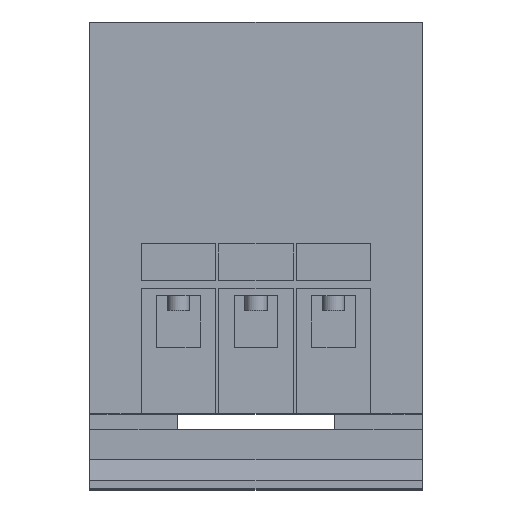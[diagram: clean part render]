
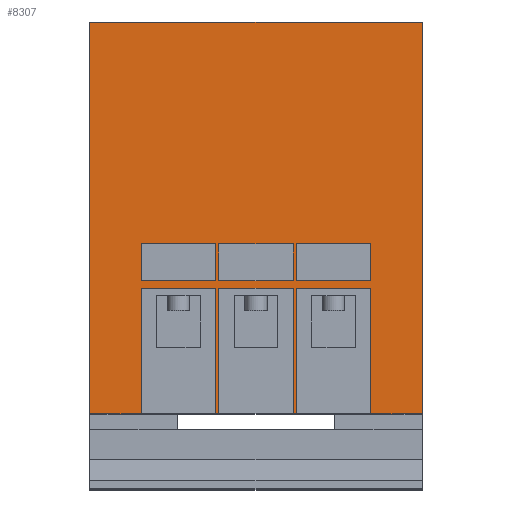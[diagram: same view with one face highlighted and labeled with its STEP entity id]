
A CAD part, top view. The second image highlights one B-rep face of the part: STEP entity #8307.
In plain terms, the highlighted face is planar.
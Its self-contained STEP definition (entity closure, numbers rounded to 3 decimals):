
#1586=ORIENTED_EDGE('',*,*,#3310,.F.);
#1587=ORIENTED_EDGE('',*,*,#3311,.T.);
#1588=ORIENTED_EDGE('',*,*,#3312,.F.);
#1589=ORIENTED_EDGE('',*,*,#3313,.F.);
#1590=ORIENTED_EDGE('',*,*,#3314,.F.);
#1591=ORIENTED_EDGE('',*,*,#3315,.T.);
#1592=ORIENTED_EDGE('',*,*,#3316,.F.);
#1593=ORIENTED_EDGE('',*,*,#3317,.F.);
#1594=ORIENTED_EDGE('',*,*,#3318,.F.);
#1595=ORIENTED_EDGE('',*,*,#3319,.T.);
#1596=ORIENTED_EDGE('',*,*,#3320,.F.);
#1597=ORIENTED_EDGE('',*,*,#3321,.F.);
#1598=ORIENTED_EDGE('',*,*,#3235,.T.);
#1599=ORIENTED_EDGE('',*,*,#3322,.T.);
#1600=ORIENTED_EDGE('',*,*,#3323,.T.);
#1601=ORIENTED_EDGE('',*,*,#3324,.F.);
#1602=ORIENTED_EDGE('',*,*,#3253,.T.);
#1603=ORIENTED_EDGE('',*,*,#3265,.T.);
#1604=ORIENTED_EDGE('',*,*,#3279,.F.);
#1605=ORIENTED_EDGE('',*,*,#3268,.F.);
#1606=ORIENTED_EDGE('',*,*,#3243,.T.);
#1607=ORIENTED_EDGE('',*,*,#3325,.T.);
#1608=ORIENTED_EDGE('',*,*,#3326,.T.);
#1609=ORIENTED_EDGE('',*,*,#3327,.F.);
#1610=ORIENTED_EDGE('',*,*,#3239,.T.);
#1611=ORIENTED_EDGE('',*,*,#3328,.T.);
#1612=ORIENTED_EDGE('',*,*,#3329,.T.);
#1613=ORIENTED_EDGE('',*,*,#3330,.F.);
#3235=EDGE_CURVE('',#4175,#4174,#4773,.T.);
#3239=EDGE_CURVE('',#4179,#4178,#4777,.T.);
#3243=EDGE_CURVE('',#4183,#4182,#4781,.T.);
#3253=EDGE_CURVE('',#4191,#4190,#4791,.T.);
#3265=EDGE_CURVE('',#4190,#4199,#4803,.T.);
#3268=EDGE_CURVE('',#4183,#4202,#4806,.T.);
#3279=EDGE_CURVE('',#4202,#4199,#4817,.T.);
#3310=EDGE_CURVE('',#4233,#4234,#4848,.T.);
#3311=EDGE_CURVE('',#4233,#4235,#4849,.T.);
#3312=EDGE_CURVE('',#4236,#4235,#4850,.T.);
#3313=EDGE_CURVE('',#4234,#4236,#4851,.T.);
#3314=EDGE_CURVE('',#4237,#4238,#4852,.T.);
#3315=EDGE_CURVE('',#4237,#4239,#4853,.T.);
#3316=EDGE_CURVE('',#4240,#4239,#4854,.T.);
#3317=EDGE_CURVE('',#4238,#4240,#4855,.T.);
#3318=EDGE_CURVE('',#4241,#4242,#4856,.T.);
#3319=EDGE_CURVE('',#4241,#4243,#4857,.T.);
#3320=EDGE_CURVE('',#4244,#4243,#4858,.T.);
#3321=EDGE_CURVE('',#4242,#4244,#4859,.T.);
#3322=EDGE_CURVE('',#4174,#4245,#4860,.T.);
#3323=EDGE_CURVE('',#4245,#4246,#4861,.T.);
#3324=EDGE_CURVE('',#4191,#4246,#4862,.T.);
#3325=EDGE_CURVE('',#4182,#4247,#4863,.T.);
#3326=EDGE_CURVE('',#4247,#4248,#4864,.T.);
#3327=EDGE_CURVE('',#4179,#4248,#4865,.T.);
#3328=EDGE_CURVE('',#4178,#4249,#4866,.T.);
#3329=EDGE_CURVE('',#4249,#4250,#4867,.T.);
#3330=EDGE_CURVE('',#4175,#4250,#4868,.T.);
#4174=VERTEX_POINT('',#17089);
#4175=VERTEX_POINT('',#17091);
#4178=VERTEX_POINT('',#17097);
#4179=VERTEX_POINT('',#17099);
#4182=VERTEX_POINT('',#17105);
#4183=VERTEX_POINT('',#17107);
#4190=VERTEX_POINT('',#17123);
#4191=VERTEX_POINT('',#17125);
#4199=VERTEX_POINT('',#17145);
#4202=VERTEX_POINT('',#17153);
#4233=VERTEX_POINT('',#17234);
#4234=VERTEX_POINT('',#17235);
#4235=VERTEX_POINT('',#17237);
#4236=VERTEX_POINT('',#17239);
#4237=VERTEX_POINT('',#17242);
#4238=VERTEX_POINT('',#17243);
#4239=VERTEX_POINT('',#17245);
#4240=VERTEX_POINT('',#17247);
#4241=VERTEX_POINT('',#17250);
#4242=VERTEX_POINT('',#17251);
#4243=VERTEX_POINT('',#17253);
#4244=VERTEX_POINT('',#17255);
#4245=VERTEX_POINT('',#17258);
#4246=VERTEX_POINT('',#17260);
#4247=VERTEX_POINT('',#17263);
#4248=VERTEX_POINT('',#17265);
#4249=VERTEX_POINT('',#17268);
#4250=VERTEX_POINT('',#17270);
#4773=LINE('',#17090,#5318);
#4777=LINE('',#17098,#5322);
#4781=LINE('',#17106,#5326);
#4791=LINE('',#17124,#5336);
#4803=LINE('',#17146,#5348);
#4806=LINE('',#17152,#5351);
#4817=LINE('',#17172,#5362);
#4848=LINE('',#17233,#5393);
#4849=LINE('',#17236,#5394);
#4850=LINE('',#17238,#5395);
#4851=LINE('',#17240,#5396);
#4852=LINE('',#17241,#5397);
#4853=LINE('',#17244,#5398);
#4854=LINE('',#17246,#5399);
#4855=LINE('',#17248,#5400);
#4856=LINE('',#17249,#5401);
#4857=LINE('',#17252,#5402);
#4858=LINE('',#17254,#5403);
#4859=LINE('',#17256,#5404);
#4860=LINE('',#17257,#5405);
#4861=LINE('',#17259,#5406);
#4862=LINE('',#17261,#5407);
#4863=LINE('',#17262,#5408);
#4864=LINE('',#17264,#5409);
#4865=LINE('',#17266,#5410);
#4866=LINE('',#17267,#5411);
#4867=LINE('',#17269,#5412);
#4868=LINE('',#17271,#5413);
#5318=VECTOR('',#14325,1000.);
#5322=VECTOR('',#14329,1000.);
#5326=VECTOR('',#14333,1000.);
#5336=VECTOR('',#14343,1000.);
#5348=VECTOR('',#14357,1000.);
#5351=VECTOR('',#14362,1000.);
#5362=VECTOR('',#14375,1000.);
#5393=VECTOR('',#14420,1000.);
#5394=VECTOR('',#14421,1000.);
#5395=VECTOR('',#14422,1000.);
#5396=VECTOR('',#14423,1000.);
#5397=VECTOR('',#14424,1000.);
#5398=VECTOR('',#14425,1000.);
#5399=VECTOR('',#14426,1000.);
#5400=VECTOR('',#14427,1000.);
#5401=VECTOR('',#14428,1000.);
#5402=VECTOR('',#14429,1000.);
#5403=VECTOR('',#14430,1000.);
#5404=VECTOR('',#14431,1000.);
#5405=VECTOR('',#14432,1000.);
#5406=VECTOR('',#14433,1000.);
#5407=VECTOR('',#14434,1000.);
#5408=VECTOR('',#14435,1000.);
#5409=VECTOR('',#14436,1000.);
#5410=VECTOR('',#14437,1000.);
#5411=VECTOR('',#14438,1000.);
#5412=VECTOR('',#14439,1000.);
#5413=VECTOR('',#14440,1000.);
#6060=EDGE_LOOP('',(#1586,#1587,#1588,#1589));
#6061=EDGE_LOOP('',(#1590,#1591,#1592,#1593));
#6062=EDGE_LOOP('',(#1594,#1595,#1596,#1597));
#6063=EDGE_LOOP('',(#1598,#1599,#1600,#1601,#1602,#1603,#1604,#1605,#1606,
#1607,#1608,#1609,#1610,#1611,#1612,#1613));
#7114=FACE_BOUND('',#6060,.T.);
#7115=FACE_BOUND('',#6061,.T.);
#7116=FACE_BOUND('',#6062,.T.);
#7117=FACE_BOUND('',#6063,.T.);
#7875=PLANE('',#12688);
#8307=ADVANCED_FACE('',(#7114,#7115,#7116,#7117),#7875,.F.);
#12688=AXIS2_PLACEMENT_3D('',#17232,#14418,#14419);
#14325=DIRECTION('',(0.,0.,-1.));
#14329=DIRECTION('',(0.,0.,-1.));
#14333=DIRECTION('',(0.,0.,-1.));
#14343=DIRECTION('',(0.,0.,-1.));
#14357=DIRECTION('',(-1.,0.,0.));
#14362=DIRECTION('',(-1.,0.,0.));
#14375=DIRECTION('',(0.,0.,-1.));
#14418=DIRECTION('',(0.,-1.,0.));
#14419=DIRECTION('',(0.,0.,-1.));
#14420=DIRECTION('',(0.,0.,-1.));
#14421=DIRECTION('',(-1.,0.,0.));
#14422=DIRECTION('',(0.,0.,1.));
#14423=DIRECTION('',(-1.,0.,0.));
#14424=DIRECTION('',(0.,0.,-1.));
#14425=DIRECTION('',(-1.,0.,0.));
#14426=DIRECTION('',(0.,0.,1.));
#14427=DIRECTION('',(-1.,0.,0.));
#14428=DIRECTION('',(0.,0.,-1.));
#14429=DIRECTION('',(-1.,0.,0.));
#14430=DIRECTION('',(0.,0.,1.));
#14431=DIRECTION('',(-1.,0.,0.));
#14432=DIRECTION('',(-1.,0.,0.));
#14433=DIRECTION('',(0.,0.,-1.));
#14434=DIRECTION('',(-1.,0.,0.));
#14435=DIRECTION('',(-1.,0.,0.));
#14436=DIRECTION('',(0.,0.,-1.));
#14437=DIRECTION('',(-1.,0.,0.));
#14438=DIRECTION('',(-1.,0.,0.));
#14439=DIRECTION('',(0.,0.,-1.));
#14440=DIRECTION('',(-1.,0.,0.));
#17089=CARTESIAN_POINT('',(0.,200.,-5.475));
#17090=CARTESIAN_POINT('',(0.,200.,22.5));
#17091=CARTESIAN_POINT('',(0.,200.,-5.025));
#17097=CARTESIAN_POINT('',(0.,200.,5.025));
#17098=CARTESIAN_POINT('',(0.,200.,22.5));
#17099=CARTESIAN_POINT('',(0.,200.,5.475));
#17105=CARTESIAN_POINT('',(0.,200.,15.525));
#17106=CARTESIAN_POINT('',(0.,200.,22.5));
#17107=CARTESIAN_POINT('',(0.,200.,22.5));
#17123=CARTESIAN_POINT('',(0.,200.,-22.5));
#17124=CARTESIAN_POINT('',(0.,200.,22.5));
#17125=CARTESIAN_POINT('',(0.,200.,-15.525));
#17145=CARTESIAN_POINT('',(-53.,200.,-22.5));
#17146=CARTESIAN_POINT('',(0.,200.,-22.5));
#17152=CARTESIAN_POINT('',(0.,200.,22.5));
#17153=CARTESIAN_POINT('',(-53.,200.,22.5));
#17172=CARTESIAN_POINT('',(-53.,200.,22.5));
#17232=CARTESIAN_POINT('',(0.,200.,22.5));
#17233=CARTESIAN_POINT('',(-18.,200.,-5.475));
#17234=CARTESIAN_POINT('',(-18.,200.,-5.475));
#17235=CARTESIAN_POINT('',(-18.,200.,-15.525));
#17236=CARTESIAN_POINT('',(0.,200.,-5.475));
#17237=CARTESIAN_POINT('',(-23.,200.,-5.475));
#17238=CARTESIAN_POINT('',(-23.,200.,22.5));
#17239=CARTESIAN_POINT('',(-23.,200.,-15.525));
#17240=CARTESIAN_POINT('',(0.,200.,-15.525));
#17241=CARTESIAN_POINT('',(-18.,200.,5.025));
#17242=CARTESIAN_POINT('',(-18.,200.,5.025));
#17243=CARTESIAN_POINT('',(-18.,200.,-5.025));
#17244=CARTESIAN_POINT('',(0.,200.,5.025));
#17245=CARTESIAN_POINT('',(-23.,200.,5.025));
#17246=CARTESIAN_POINT('',(-23.,200.,22.5));
#17247=CARTESIAN_POINT('',(-23.,200.,-5.025));
#17248=CARTESIAN_POINT('',(0.,200.,-5.025));
#17249=CARTESIAN_POINT('',(-18.,200.,15.525));
#17250=CARTESIAN_POINT('',(-18.,200.,15.525));
#17251=CARTESIAN_POINT('',(-18.,200.,5.475));
#17252=CARTESIAN_POINT('',(0.,200.,15.525));
#17253=CARTESIAN_POINT('',(-23.,200.,15.525));
#17254=CARTESIAN_POINT('',(-23.,200.,22.5));
#17255=CARTESIAN_POINT('',(-23.,200.,5.475));
#17256=CARTESIAN_POINT('',(0.,200.,5.475));
#17257=CARTESIAN_POINT('',(0.,200.,-5.475));
#17258=CARTESIAN_POINT('',(-17.,200.,-5.475));
#17259=CARTESIAN_POINT('',(-17.,200.,-5.475));
#17260=CARTESIAN_POINT('',(-17.,200.,-15.525));
#17261=CARTESIAN_POINT('',(0.,200.,-15.525));
#17262=CARTESIAN_POINT('',(0.,200.,15.525));
#17263=CARTESIAN_POINT('',(-17.,200.,15.525));
#17264=CARTESIAN_POINT('',(-17.,200.,15.525));
#17265=CARTESIAN_POINT('',(-17.,200.,5.475));
#17266=CARTESIAN_POINT('',(0.,200.,5.475));
#17267=CARTESIAN_POINT('',(0.,200.,5.025));
#17268=CARTESIAN_POINT('',(-17.,200.,5.025));
#17269=CARTESIAN_POINT('',(-17.,200.,5.025));
#17270=CARTESIAN_POINT('',(-17.,200.,-5.025));
#17271=CARTESIAN_POINT('',(0.,200.,-5.025));
